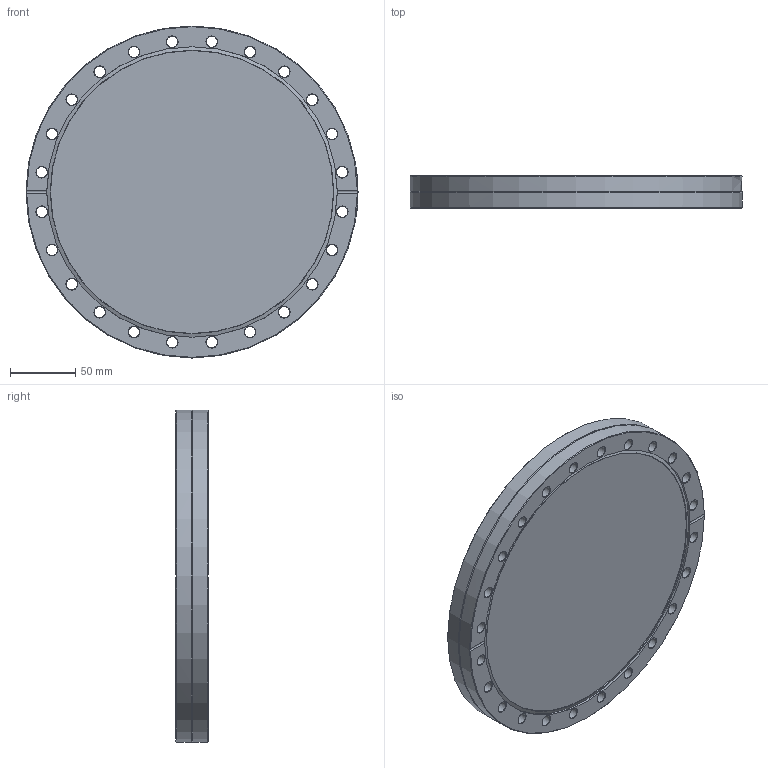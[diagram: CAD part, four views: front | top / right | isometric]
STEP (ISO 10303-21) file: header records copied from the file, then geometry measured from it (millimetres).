
FILE_DESCRIPTION(/* description */ (''),/* implementation_level */ '2;1');
FILE_NAME(/* name */ 'FL-DS200B.stp',/* time_stamp */ '2018-01-17T16:11:13+00:00',/* author */ ('paul'),/* organization */ (''),/* preprocessor_version */ 'ST-DEVELOPER v16.13',/* originating_system */ 'Autodesk Inventor 2018',/* authorisation */ '');
FILE_SCHEMA (('AUTOMOTIVE_DESIGN { 1 0 10303 214 3 1 1 }'));
Length unit declared in the file: millimetre
Products named in the file (1): FL-DS200B
Bounding box: 254 x 24.6 x 254 mm (x, y, z)
Volume: 1122749.9 mm3; surface area: 136416.2 mm2
Topology: 1 solids, 1 shells, 186 faces, 500 edges, 324 vertices
Faces by surface type: cone 56, bspline 53, cylinder 40, plane 36, torus 1
Full cylindrical faces by diameter (mm): 8.4 x24, 222.2 x2, 254 x2
Entity records: 17078 total; most frequent: CARTESIAN_POINT 12983, ORIENTED_EDGE 782, DIRECTION 743, EDGE_CURVE 391, EDGE_LOOP 323, AXIS2_PLACEMENT_3D 312, VERTEX_POINT 296, FACE_OUTER_BOUND 186
